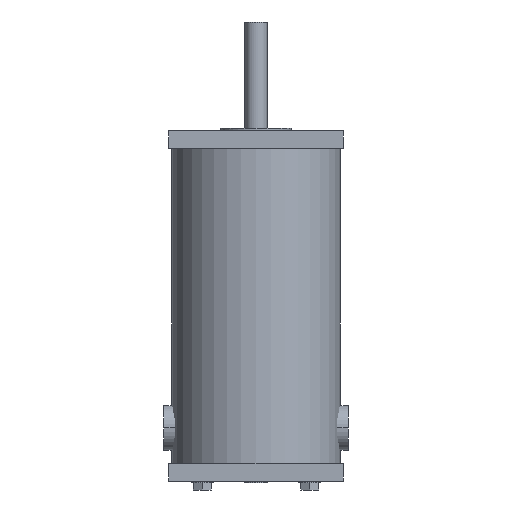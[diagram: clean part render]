
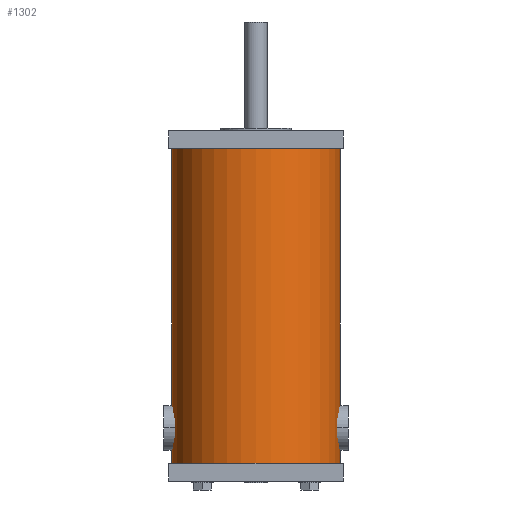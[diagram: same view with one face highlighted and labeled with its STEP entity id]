
A CAD part, front view. The second image highlights one B-rep face of the part: STEP entity #1302.
In plain terms, the highlighted cylindrical face has radius 30.163 mm (diameter 60.325 mm), a partial arc.
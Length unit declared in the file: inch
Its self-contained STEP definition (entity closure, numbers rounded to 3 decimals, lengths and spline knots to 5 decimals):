
#96 = EDGE_CURVE ( 'NONE', #1480, #4462, #531, .T. ) ;
#99 = DIRECTION ( 'NONE',  ( 1., 0., 0. ) ) ;
#383 = ORIENTED_EDGE ( 'NONE', *, *, #5219, .T. ) ;
#531 = CIRCLE ( 'NONE', #3509, 1.1875 ) ;
#712 = DIRECTION ( 'NONE',  ( -1., 0., 0. ) ) ;
#957 = DIRECTION ( 'NONE',  ( 0., 0., -1. ) ) ;
#1226 = CARTESIAN_POINT ( 'NONE',  ( 0., 0., -1.7846 ) ) ;
#1302 = ADVANCED_FACE ( 'NONE', ( #6986 ), #3425, .T. ) ;
#1431 = ORIENTED_EDGE ( 'NONE', *, *, #96, .F. ) ;
#1480 = VERTEX_POINT ( 'NONE', #4276 ) ;
#1808 = CARTESIAN_POINT ( 'NONE',  ( 1.1875, 0., -6.229 ) ) ;
#2159 = VECTOR ( 'NONE', #957, 39.37008 ) ;
#2281 = CARTESIAN_POINT ( 'NONE',  ( 0., 0., -6.229 ) ) ;
#2360 = EDGE_LOOP ( 'NONE', ( #3440, #1431, #3041, #383 ) ) ;
#2374 = VERTEX_POINT ( 'NONE', #1808 ) ;
#2611 = EDGE_CURVE ( 'NONE', #4462, #2374, #5058, .T. ) ;
#2669 = CARTESIAN_POINT ( 'NONE',  ( 1.1875, 0., -1.7846 ) ) ;
#2817 = DIRECTION ( 'NONE',  ( 1., 0., 0. ) ) ;
#3041 = ORIENTED_EDGE ( 'NONE', *, *, #5423, .T. ) ;
#3214 = CARTESIAN_POINT ( 'NONE',  ( -1.1875, 0., -6.229 ) ) ;
#3249 = VERTEX_POINT ( 'NONE', #3214 ) ;
#3360 = DIRECTION ( 'NONE',  ( 0., 0., 1. ) ) ;
#3425 = CYLINDRICAL_SURFACE ( 'NONE', #5851, 1.1875 ) ;
#3440 = ORIENTED_EDGE ( 'NONE', *, *, #2611, .F. ) ;
#3509 = AXIS2_PLACEMENT_3D ( 'NONE', #6624, #3360, #99 ) ;
#3562 = LINE ( 'NONE', #5698, #4832 ) ;
#3734 = AXIS2_PLACEMENT_3D ( 'NONE', #2281, #6088, #2817 ) ;
#3740 = CIRCLE ( 'NONE', #3734, 1.1875 ) ;
#4229 = CARTESIAN_POINT ( 'NONE',  ( 1.1875, 0., -1.7846 ) ) ;
#4276 = CARTESIAN_POINT ( 'NONE',  ( -1.1875, 0., -1.7846 ) ) ;
#4462 = VERTEX_POINT ( 'NONE', #2669 ) ;
#4832 = VECTOR ( 'NONE', #6256, 39.37008 ) ;
#5046 = DIRECTION ( 'NONE',  ( 0., 0., -1. ) ) ;
#5058 = LINE ( 'NONE', #4229, #2159 ) ;
#5219 = EDGE_CURVE ( 'NONE', #3249, #2374, #3740, .T. ) ;
#5423 = EDGE_CURVE ( 'NONE', #1480, #3249, #3562, .T. ) ;
#5698 = CARTESIAN_POINT ( 'NONE',  ( -1.1875, 0., -1.7846 ) ) ;
#5851 = AXIS2_PLACEMENT_3D ( 'NONE', #1226, #5046, #712 ) ;
#6088 = DIRECTION ( 'NONE',  ( 0., 0., 1. ) ) ;
#6256 = DIRECTION ( 'NONE',  ( 0., 0., -1. ) ) ;
#6624 = CARTESIAN_POINT ( 'NONE',  ( 0., 0., -1.7846 ) ) ;
#6986 = FACE_OUTER_BOUND ( 'NONE', #2360, .T. ) ;
